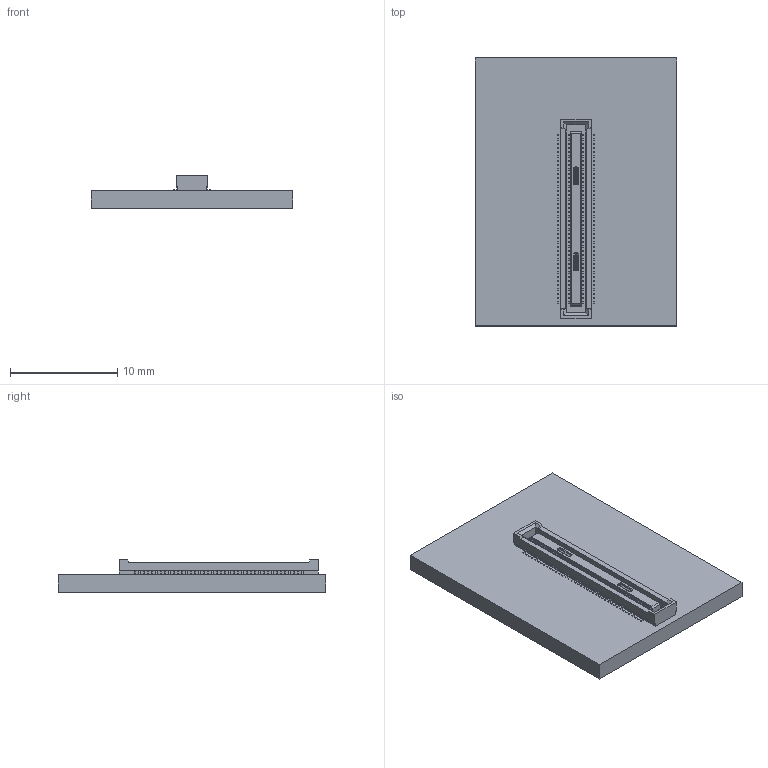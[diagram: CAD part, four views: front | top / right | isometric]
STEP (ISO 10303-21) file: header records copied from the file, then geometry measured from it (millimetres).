
FILE_DESCRIPTION(('Open CASCADE Model'),'2;1');
FILE_NAME('Open CASCADE Shape Model','2021-10-15T17:29:37',('Author'),( 'Open CASCADE'),'Open CASCADE STEP processor 6.8','Open CASCADE 6.8' ,'Unknown');
FILE_SCHEMA(('AUTOMOTIVE_DESIGN { 1 0 10303 214 1 1 1 1 }'));
Length unit declared in the file: millimetre
Products named in the file (5): PCB; Board; Open CASCADE STEP translator 6.8 48.1.1; J1; DF40C-80DS
Assembly tree (4 placements, depth 3):
  PCB
    Board
      Open CASCADE STEP translator 6.8 48.1.1
    J1
      DF40C-80DS
Bounding box: 18.8 x 25 x 3.04 mm (x, y, z)
Volume: 817.3 mm3; surface area: 1330.5 mm2
Topology: 2 solids, 2 shells, 1859 faces, 5036 edges, 3344 vertices
Faces by surface type: plane 1435, cylinder 412, cone 12
Entity records: 58094 total; most frequent: CARTESIAN_POINT 10244, ORIENTED_EDGE 10072, DIRECTION 9608, EDGE_CURVE 5036, LINE 4192, VECTOR 4192, VERTEX_POINT 3344, AXIS2_PLACEMENT_3D 2708
